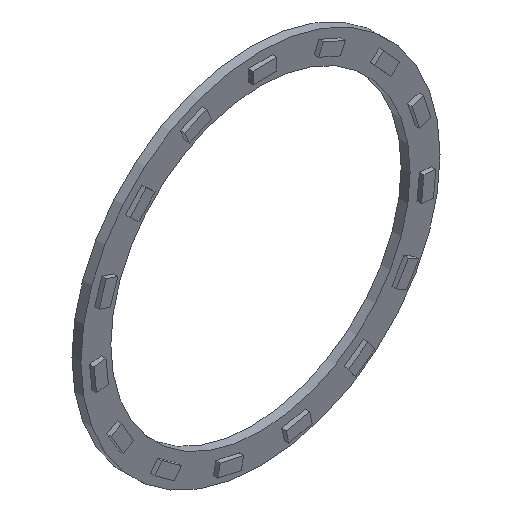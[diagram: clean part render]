
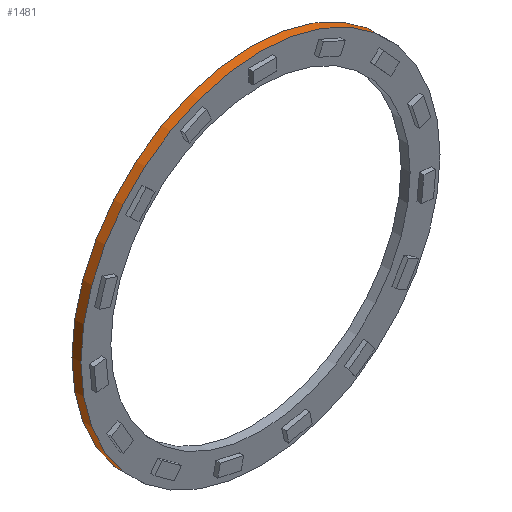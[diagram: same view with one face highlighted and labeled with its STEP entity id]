
A CAD part, isometric view. The second image highlights one B-rep face of the part: STEP entity #1481.
In plain terms, the highlighted cylindrical face has radius 30 mm (diameter 60 mm), a full revolution.
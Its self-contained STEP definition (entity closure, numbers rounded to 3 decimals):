
#15=FACE_BOUND('',#196,.T.);
#35=CIRCLE('',#1565,30.);
#36=CIRCLE('',#1566,30.);
#38=CYLINDRICAL_SURFACE('',#1564,30.);
#115=FACE_OUTER_BOUND('',#195,.T.);
#195=EDGE_LOOP('',(#1186));
#196=EDGE_LOOP('',(#1187));
#698=VERTEX_POINT('',#2299);
#699=VERTEX_POINT('',#2301);
#882=EDGE_CURVE('',#698,#698,#35,.T.);
#883=EDGE_CURVE('',#699,#699,#36,.T.);
#1186=ORIENTED_EDGE('',*,*,#882,.F.);
#1187=ORIENTED_EDGE('',*,*,#883,.T.);
#1481=ADVANCED_FACE('',(#115,#15),#38,.T.);
#1564=AXIS2_PLACEMENT_3D('',#2298,#1907,#1908);
#1565=AXIS2_PLACEMENT_3D('',#2300,#1909,#1910);
#1566=AXIS2_PLACEMENT_3D('',#2302,#1911,#1912);
#1907=DIRECTION('center_axis',(0.,-1.,0.));
#1908=DIRECTION('ref_axis',(1.,0.,0.));
#1909=DIRECTION('center_axis',(0.,-1.,0.));
#1910=DIRECTION('ref_axis',(1.,0.,0.));
#1911=DIRECTION('center_axis',(0.,-1.,0.));
#1912=DIRECTION('ref_axis',(1.,0.,0.));
#2298=CARTESIAN_POINT('Origin',(0.,0.,0.));
#2299=CARTESIAN_POINT('',(-30.,-1.5,0.));
#2300=CARTESIAN_POINT('Origin',(0.,-1.5,0.));
#2301=CARTESIAN_POINT('',(-30.,0.,0.));
#2302=CARTESIAN_POINT('Origin',(0.,0.,0.));
